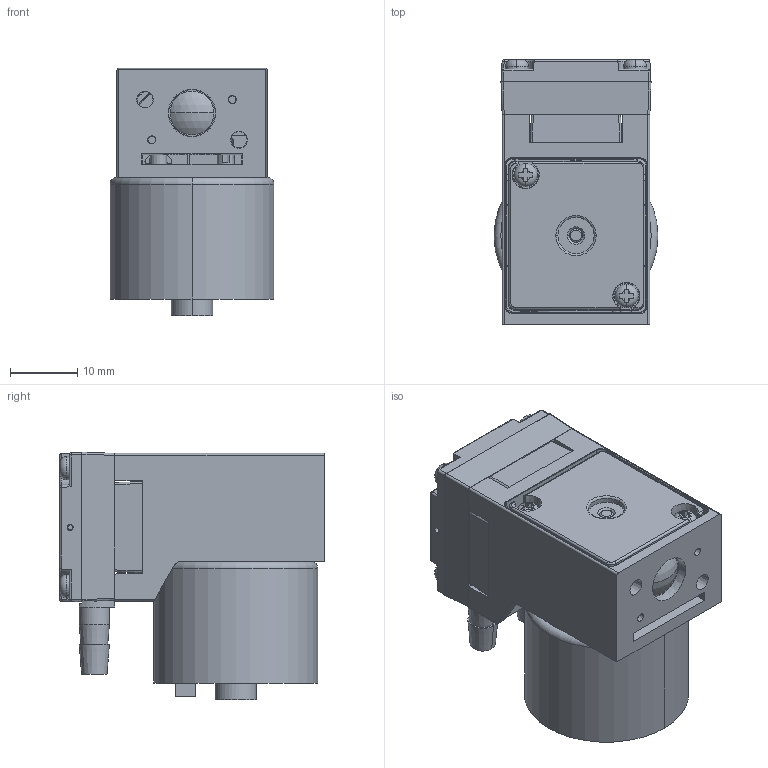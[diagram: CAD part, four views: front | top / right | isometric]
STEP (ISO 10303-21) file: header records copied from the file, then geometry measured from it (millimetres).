
FILE_DESCRIPTION (( 'STEP AP203' ), '1' );
FILE_NAME ('KDPW25A-24L_¥~Æ[¹Ï.STEP', '2018-11-12T10:23:40', ( '' ), ( '' ), 'SwSTEP 2.0', 'SolidWorks 2016', '' );
FILE_SCHEMA (( 'CONFIG_CONTROL_DESIGN' ));
Length unit declared in the file: millimetre
Products named in the file (1): KDPW25A-24L_外觀圖
Bounding box: 24.4 x 39.4 x 36.87 mm (x, y, z)
Surface area: 8953 mm2 (no closed solid volume)
Topology: 0 solids, 15 shells, 512 faces, 1656 edges, 1155 vertices
Faces by surface type: plane 279, cylinder 123, bspline 44, cone 38, torus 18, sphere 10
Entity records: 19408 total; most frequent: CARTESIAN_POINT 5891, ORIENTED_EDGE 2923, DIRECTION 2431, EDGE_CURVE 1648, VERTEX_POINT 1155, VECTOR 903, LINE 903, AXIS2_PLACEMENT_3D 764
